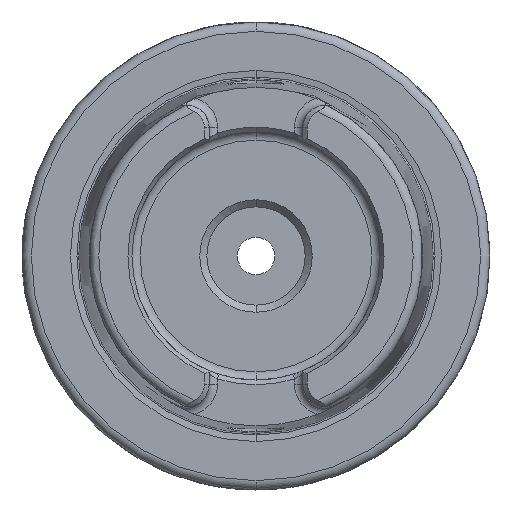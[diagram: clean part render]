
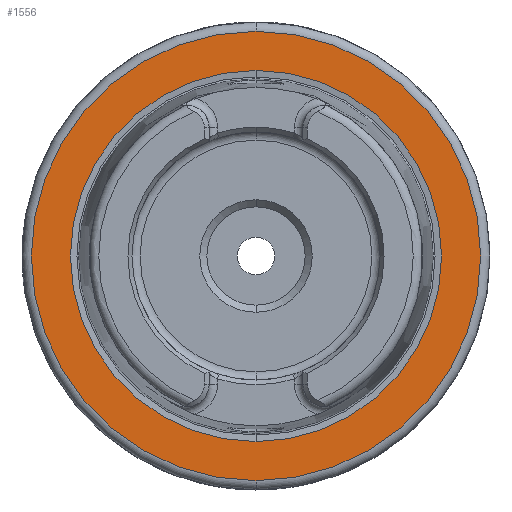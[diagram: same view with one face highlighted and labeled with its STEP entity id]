
A CAD part, left-side view. The second image highlights one B-rep face of the part: STEP entity #1556.
In plain terms, the highlighted planar face has unit normal (-1, 0, 0).
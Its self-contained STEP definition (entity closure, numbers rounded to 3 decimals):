
#82 = CARTESIAN_POINT ( 'NONE',  ( 0., 0., 48. ) ) ;
#432 = ORIENTED_EDGE ( 'NONE', *, *, #751, .T. ) ;
#624 = VERTEX_POINT ( 'NONE', #2013 ) ;
#687 = FACE_OUTER_BOUND ( 'NONE', #3002, .T. ) ;
#751 = EDGE_CURVE ( 'NONE', #4276, #7404, #2091, .T. ) ;
#869 = CIRCLE ( 'NONE', #5368, 48. ) ;
#1098 = CARTESIAN_POINT ( 'NONE',  ( 0., 0., 39.647 ) ) ;
#1227 = CIRCLE ( 'NONE', #1359, 48. ) ;
#1359 = AXIS2_PLACEMENT_3D ( 'NONE', #1502, #5805, #2097 ) ;
#1502 = CARTESIAN_POINT ( 'NONE',  ( 0., 0., 0. ) ) ;
#1556 = ADVANCED_FACE ( 'NONE', ( #2308, #687 ), #6447, .T. ) ;
#1691 = CARTESIAN_POINT ( 'NONE',  ( 0., 0., 0. ) ) ;
#1840 = CARTESIAN_POINT ( 'NONE',  ( 0., 0., -39.647 ) ) ;
#2013 = CARTESIAN_POINT ( 'NONE',  ( 0., 0., -48. ) ) ;
#2091 = CIRCLE ( 'NONE', #6563, 39.647 ) ;
#2097 = DIRECTION ( 'NONE',  ( 0., 0., -1. ) ) ;
#2290 = DIRECTION ( 'NONE',  ( 0., 0., -1. ) ) ;
#2308 = FACE_BOUND ( 'NONE', #4419, .T. ) ;
#2530 = DIRECTION ( 'NONE',  ( 1., 0., 0. ) ) ;
#2663 = CARTESIAN_POINT ( 'NONE',  ( 0., 39.647, 0. ) ) ;
#2792 = AXIS2_PLACEMENT_3D ( 'NONE', #2663, #3337, #7553 ) ;
#2989 = AXIS2_PLACEMENT_3D ( 'NONE', #1691, #5992, #2290 ) ;
#3002 = EDGE_LOOP ( 'NONE', ( #4997, #7547 ) ) ;
#3042 = EDGE_CURVE ( 'NONE', #624, #6440, #869, .T. ) ;
#3337 = DIRECTION ( 'NONE',  ( -1., 0., 0. ) ) ;
#4207 = CIRCLE ( 'NONE', #2989, 39.647 ) ;
#4276 = VERTEX_POINT ( 'NONE', #1098 ) ;
#4419 = EDGE_LOOP ( 'NONE', ( #432, #7034 ) ) ;
#4997 = ORIENTED_EDGE ( 'NONE', *, *, #3042, .F. ) ;
#5368 = AXIS2_PLACEMENT_3D ( 'NONE', #6228, #2530, #6835 ) ;
#5531 = EDGE_CURVE ( 'NONE', #7404, #4276, #4207, .T. ) ;
#5805 = DIRECTION ( 'NONE',  ( 1., 0., 0. ) ) ;
#5992 = DIRECTION ( 'NONE',  ( 1., 0., 0. ) ) ;
#6228 = CARTESIAN_POINT ( 'NONE',  ( 0., 0., 0. ) ) ;
#6440 = VERTEX_POINT ( 'NONE', #82 ) ;
#6447 = PLANE ( 'NONE',  #2792 ) ;
#6563 = AXIS2_PLACEMENT_3D ( 'NONE', #7870, #7804, #7517 ) ;
#6835 = DIRECTION ( 'NONE',  ( 0., 0., -1. ) ) ;
#7034 = ORIENTED_EDGE ( 'NONE', *, *, #5531, .T. ) ;
#7404 = VERTEX_POINT ( 'NONE', #1840 ) ;
#7426 = EDGE_CURVE ( 'NONE', #6440, #624, #1227, .T. ) ;
#7517 = DIRECTION ( 'NONE',  ( 0., 0., -1. ) ) ;
#7547 = ORIENTED_EDGE ( 'NONE', *, *, #7426, .F. ) ;
#7553 = DIRECTION ( 'NONE',  ( 0., 0., 1. ) ) ;
#7804 = DIRECTION ( 'NONE',  ( 1., 0., 0. ) ) ;
#7870 = CARTESIAN_POINT ( 'NONE',  ( 0., 0., 0. ) ) ;
